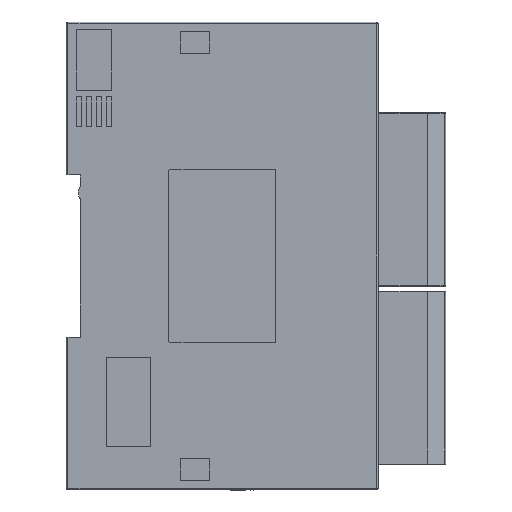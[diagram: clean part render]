
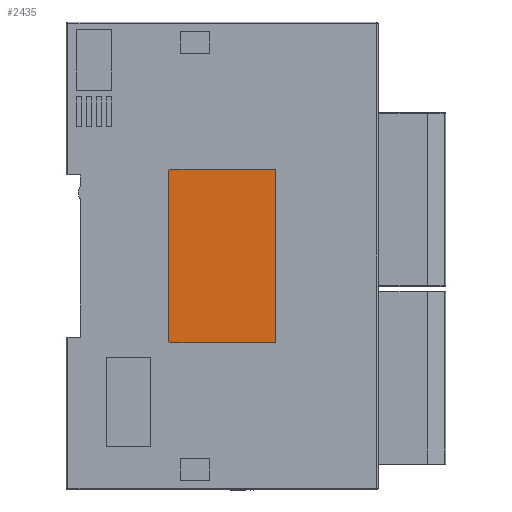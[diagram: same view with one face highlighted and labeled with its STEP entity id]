
A CAD part, left-side view. The second image highlights one B-rep face of the part: STEP entity #2435.
In plain terms, the highlighted planar face has unit normal (-1, 0, 0).
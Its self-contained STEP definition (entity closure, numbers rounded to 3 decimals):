
#2435=ADVANCED_FACE('',(#4954),#151312,.T.);
#4954=FACE_OUTER_BOUND('',#7702,.T.);
#7702=EDGE_LOOP('',(#17520,#17521,#17522,#17523,#17524,#17525,#17526,#17527));
#17520=ORIENTED_EDGE('',*,*,#53461,.T.);
#17521=ORIENTED_EDGE('',*,*,#53443,.T.);
#17522=ORIENTED_EDGE('',*,*,#53457,.T.);
#17523=ORIENTED_EDGE('',*,*,#53444,.T.);
#17524=ORIENTED_EDGE('',*,*,#53453,.T.);
#17525=ORIENTED_EDGE('',*,*,#53445,.T.);
#17526=ORIENTED_EDGE('',*,*,#53449,.T.);
#17527=ORIENTED_EDGE('',*,*,#53446,.T.);
#53443=EDGE_CURVE('',#120666,#120667,#88108,.T.);
#53444=EDGE_CURVE('',#120668,#120669,#88109,.T.);
#53445=EDGE_CURVE('',#120670,#120671,#88110,.T.);
#53446=EDGE_CURVE('',#120672,#120665,#88111,.T.);
#53449=EDGE_CURVE('',#120671,#120672,#84059,.T.);
#53453=EDGE_CURVE('',#120669,#120670,#84061,.T.);
#53457=EDGE_CURVE('',#120667,#120668,#84063,.T.);
#53461=EDGE_CURVE('',#120665,#120666,#84065,.T.);
#84059=(
BOUNDED_CURVE()
B_SPLINE_CURVE(2,(#219045,#219046,#219047),.UNSPECIFIED.,.F.,.F.)
B_SPLINE_CURVE_WITH_KNOTS((3,3),(-1.,0.),.UNSPECIFIED.)
CURVE()
GEOMETRIC_REPRESENTATION_ITEM()
RATIONAL_B_SPLINE_CURVE((1.,0.707,1.))
REPRESENTATION_ITEM('')
);
#84061=(
BOUNDED_CURVE()
B_SPLINE_CURVE(2,(#219055,#219056,#219057),.UNSPECIFIED.,.F.,.F.)
B_SPLINE_CURVE_WITH_KNOTS((3,3),(-1.,0.),.UNSPECIFIED.)
CURVE()
GEOMETRIC_REPRESENTATION_ITEM()
RATIONAL_B_SPLINE_CURVE((1.,0.707,1.))
REPRESENTATION_ITEM('')
);
#84063=(
BOUNDED_CURVE()
B_SPLINE_CURVE(2,(#219065,#219066,#219067),.UNSPECIFIED.,.F.,.F.)
B_SPLINE_CURVE_WITH_KNOTS((3,3),(-1.,0.),.UNSPECIFIED.)
CURVE()
GEOMETRIC_REPRESENTATION_ITEM()
RATIONAL_B_SPLINE_CURVE((1.,0.707,1.))
REPRESENTATION_ITEM('')
);
#84065=(
BOUNDED_CURVE()
B_SPLINE_CURVE(2,(#219075,#219076,#219077),.UNSPECIFIED.,.F.,.F.)
B_SPLINE_CURVE_WITH_KNOTS((3,3),(-1.,0.),.UNSPECIFIED.)
CURVE()
GEOMETRIC_REPRESENTATION_ITEM()
RATIONAL_B_SPLINE_CURVE((1.,0.707,1.))
REPRESENTATION_ITEM('')
);
#88108=B_SPLINE_CURVE_WITH_KNOTS('',1,(#219033,#219034),.UNSPECIFIED.,.F.,
 .F.,(2,2),(0.,23.),.UNSPECIFIED.);
#88109=B_SPLINE_CURVE_WITH_KNOTS('',1,(#219035,#219036),.UNSPECIFIED.,.F.,
 .F.,(2,2),(0.,38.),.UNSPECIFIED.);
#88110=B_SPLINE_CURVE_WITH_KNOTS('',1,(#219037,#219038),.UNSPECIFIED.,.F.,
 .F.,(2,2),(0.,23.),.UNSPECIFIED.);
#88111=B_SPLINE_CURVE_WITH_KNOTS('',1,(#219039,#219040),.UNSPECIFIED.,.F.,
 .F.,(2,2),(0.,38.),.UNSPECIFIED.);
#120665=VERTEX_POINT('',#197745);
#120666=VERTEX_POINT('',#197746);
#120667=VERTEX_POINT('',#197747);
#120668=VERTEX_POINT('',#197748);
#120669=VERTEX_POINT('',#197749);
#120670=VERTEX_POINT('',#197750);
#120671=VERTEX_POINT('',#197751);
#120672=VERTEX_POINT('',#197752);
#151312=PLANE('',#153831);
#153831=AXIS2_PLACEMENT_3D('',#194179,#155999,$);
#155999=DIRECTION('',(-1.,0.,0.));
#194179=CARTESIAN_POINT('',(-296.41,-71.468,212.686));
#197745=CARTESIAN_POINT('',(-296.41,-97.88,255.098));
#197746=CARTESIAN_POINT('',(-296.41,-97.38,255.598));
#197747=CARTESIAN_POINT('',(-296.41,-74.38,255.598));
#197748=CARTESIAN_POINT('',(-296.41,-73.88,255.098));
#197749=CARTESIAN_POINT('',(-296.41,-73.88,217.098));
#197750=CARTESIAN_POINT('',(-296.41,-74.38,216.598));
#197751=CARTESIAN_POINT('',(-296.41,-97.38,216.598));
#197752=CARTESIAN_POINT('',(-296.41,-97.88,217.098));
#219033=CARTESIAN_POINT('',(-296.41,-97.38,255.598));
#219034=CARTESIAN_POINT('',(-296.41,-74.38,255.598));
#219035=CARTESIAN_POINT('',(-296.41,-73.88,255.098));
#219036=CARTESIAN_POINT('',(-296.41,-73.88,217.098));
#219037=CARTESIAN_POINT('',(-296.41,-74.38,216.598));
#219038=CARTESIAN_POINT('',(-296.41,-97.38,216.598));
#219039=CARTESIAN_POINT('',(-296.41,-97.88,217.098));
#219040=CARTESIAN_POINT('',(-296.41,-97.88,255.098));
#219045=CARTESIAN_POINT('',(-296.41,-97.38,216.598));
#219046=CARTESIAN_POINT('',(-296.41,-97.88,216.598));
#219047=CARTESIAN_POINT('',(-296.41,-97.88,217.098));
#219055=CARTESIAN_POINT('',(-296.41,-73.88,217.098));
#219056=CARTESIAN_POINT('',(-296.41,-73.88,216.598));
#219057=CARTESIAN_POINT('',(-296.41,-74.38,216.598));
#219065=CARTESIAN_POINT('',(-296.41,-74.38,255.598));
#219066=CARTESIAN_POINT('',(-296.41,-73.88,255.598));
#219067=CARTESIAN_POINT('',(-296.41,-73.88,255.098));
#219075=CARTESIAN_POINT('',(-296.41,-97.88,255.098));
#219076=CARTESIAN_POINT('',(-296.41,-97.88,255.598));
#219077=CARTESIAN_POINT('',(-296.41,-97.38,255.598));
